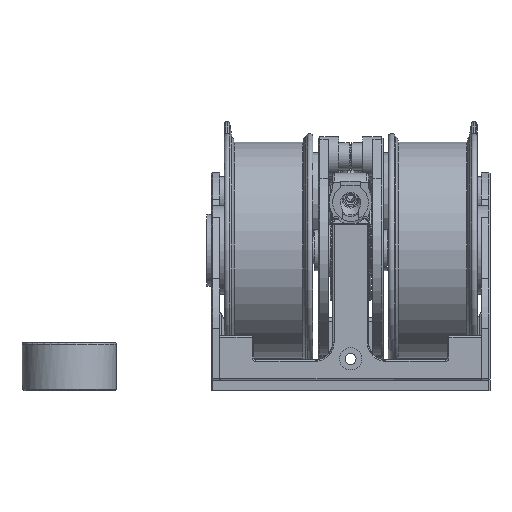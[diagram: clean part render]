
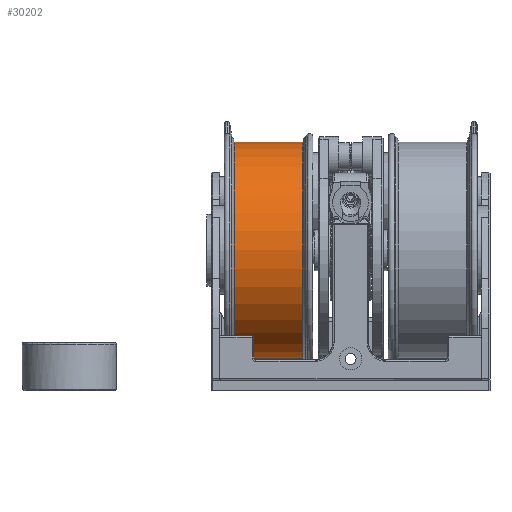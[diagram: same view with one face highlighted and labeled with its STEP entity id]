
A CAD part, front view. The second image highlights one B-rep face of the part: STEP entity #30202.
In plain terms, the highlighted cylindrical face has radius 31.625 mm (diameter 63.25 mm), a full revolution.
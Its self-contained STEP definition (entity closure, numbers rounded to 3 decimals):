
#2115=LINE('',#43978,#4576);
#4576=VECTOR('',#35703,31.625);
#6849=CYLINDRICAL_SURFACE('',#32376,31.625);
#7450=FACE_OUTER_BOUND('',#9313,.T.);
#9313=EDGE_LOOP('',(#20605,#20606,#20607,#20608));
#11264=CIRCLE('',#32374,31.625);
#11266=CIRCLE('',#32377,31.625);
#12616=VERTEX_POINT('',#43972);
#12617=VERTEX_POINT('',#43976);
#15634=EDGE_CURVE('',#12616,#12616,#11264,.T.);
#15636=EDGE_CURVE('',#12617,#12617,#11266,.T.);
#15637=EDGE_CURVE('',#12617,#12616,#2115,.T.);
#20605=ORIENTED_EDGE('',*,*,#15636,.T.);
#20606=ORIENTED_EDGE('',*,*,#15637,.T.);
#20607=ORIENTED_EDGE('',*,*,#15634,.F.);
#20608=ORIENTED_EDGE('',*,*,#15637,.F.);
#30202=ADVANCED_FACE('',(#7450),#6849,.T.);
#32374=AXIS2_PLACEMENT_3D('',#43973,#35695,#35696);
#32376=AXIS2_PLACEMENT_3D('',#43975,#35699,#35700);
#32377=AXIS2_PLACEMENT_3D('',#43977,#35701,#35702);
#35695=DIRECTION('center_axis',(1.,0.,0.));
#35696=DIRECTION('ref_axis',(0.,0.,-1.));
#35699=DIRECTION('center_axis',(1.,0.,0.));
#35700=DIRECTION('ref_axis',(0.,0.,-1.));
#35701=DIRECTION('center_axis',(1.,0.,0.));
#35702=DIRECTION('ref_axis',(0.,0.,-1.));
#35703=DIRECTION('',(1.,0.,0.));
#43972=CARTESIAN_POINT('',(34.023,0.,31.625));
#43973=CARTESIAN_POINT('Origin',(34.023,0.,0.));
#43975=CARTESIAN_POINT('Origin',(24.,0.,0.));
#43976=CARTESIAN_POINT('',(13.977,0.,31.625));
#43977=CARTESIAN_POINT('Origin',(13.977,0.,0.));
#43978=CARTESIAN_POINT('',(24.,0.,31.625));
